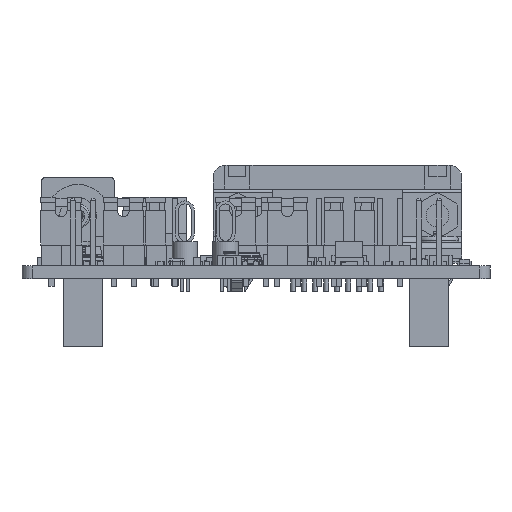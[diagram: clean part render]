
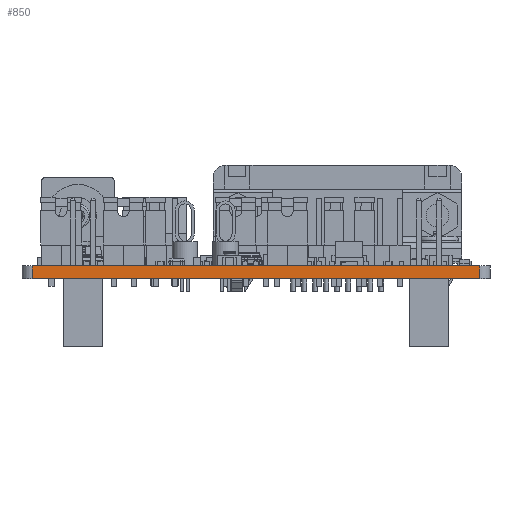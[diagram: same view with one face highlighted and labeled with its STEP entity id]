
A CAD part, front view. The second image highlights one B-rep face of the part: STEP entity #850.
In plain terms, the highlighted planar face has unit normal (0, -1, 0).
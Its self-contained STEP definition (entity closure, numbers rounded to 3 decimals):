
#620 = EDGE_CURVE('',#621,#623,#625,.T.);
#621 = VERTEX_POINT('',#622);
#622 = CARTESIAN_POINT('',(1.27,0.,-1.586));
#623 = VERTEX_POINT('',#624);
#624 = CARTESIAN_POINT('',(1.27,0.,0.));
#625 = LINE('',#626,#627);
#626 = CARTESIAN_POINT('',(1.27,0.,-1.586));
#627 = VECTOR('',#628,1.);
#628 = DIRECTION('',(0.,0.,1.));
#823 = VERTEX_POINT('',#824);
#824 = CARTESIAN_POINT('',(57.15,0.,0.)
  );
#831 = EDGE_CURVE('',#832,#823,#834,.T.);
#832 = VERTEX_POINT('',#833);
#833 = CARTESIAN_POINT('',(57.15,0.,
    -1.586));
#834 = LINE('',#835,#836);
#835 = CARTESIAN_POINT('',(57.15,0.,
    -1.586));
#836 = VECTOR('',#837,1.);
#837 = DIRECTION('',(0.,0.,1.));
#850 = ADVANCED_FACE('',(#851),#867,.T.);
#851 = FACE_BOUND('',#852,.T.);
#852 = EDGE_LOOP('',(#853,#854,#860,#861));
#853 = ORIENTED_EDGE('',*,*,#831,.T.);
#854 = ORIENTED_EDGE('',*,*,#855,.T.);
#855 = EDGE_CURVE('',#823,#623,#856,.T.);
#856 = LINE('',#857,#858);
#857 = CARTESIAN_POINT('',(57.15,0.,0.));
#858 = VECTOR('',#859,1.);
#859 = DIRECTION('',(-1.,0.,0.));
#860 = ORIENTED_EDGE('',*,*,#620,.F.);
#861 = ORIENTED_EDGE('',*,*,#862,.F.);
#862 = EDGE_CURVE('',#832,#621,#863,.T.);
#863 = LINE('',#864,#865);
#864 = CARTESIAN_POINT('',(57.15,0.,-1.586));
#865 = VECTOR('',#866,1.);
#866 = DIRECTION('',(-1.,0.,0.));
#867 = PLANE('',#868);
#868 = AXIS2_PLACEMENT_3D('',#869,#870,#871);
#869 = CARTESIAN_POINT('',(57.15,0.,-1.586));
#870 = DIRECTION('',(0.,-1.,0.));
#871 = DIRECTION('',(-1.,0.,0.));
